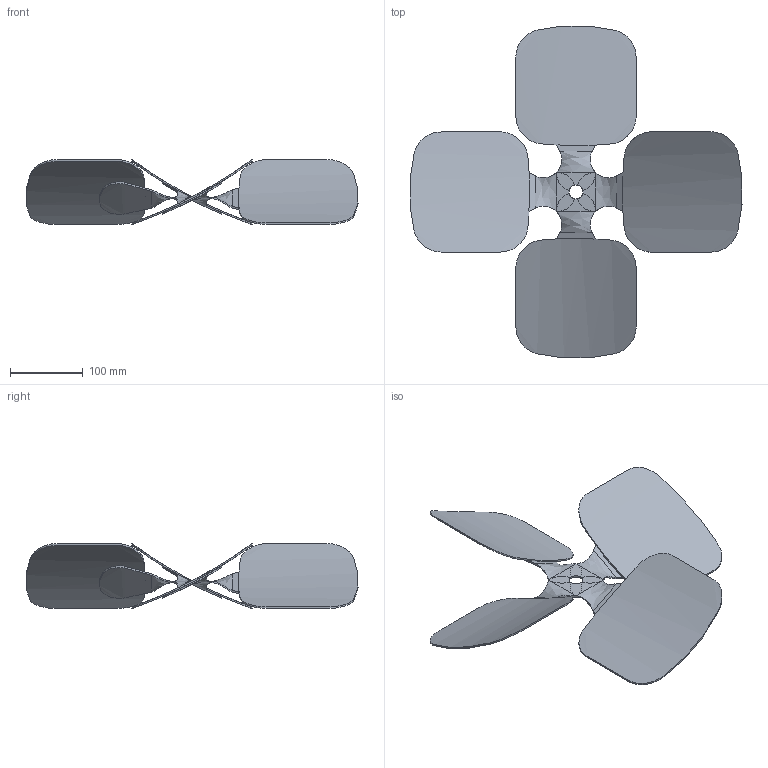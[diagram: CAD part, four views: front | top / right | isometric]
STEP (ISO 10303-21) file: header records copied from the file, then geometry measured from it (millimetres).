
FILE_DESCRIPTION (( 'STEP AP203' ), '1' );
FILE_NAME ('119-5606.STEP', '2024-11-29T15:23:38', ( '' ), ( '' ), 'SwSTEP 2.0', 'SolidWorks 2022', '' );
FILE_SCHEMA (( 'CONFIG_CONTROL_DESIGN' ));
Length unit declared in the file: millimetre
Products named in the file (2): 119-5606; 7002001
Assembly tree (4 placements, depth 2):
  119-5606
    7002001  x4
Bounding box: 455.98 x 455.98 x 89.1 mm (x, y, z)
Volume: 976043.6 mm3; surface area: 1000427.8 mm2
Topology: 20 solids, 20 shells, 236 faces, 564 edges, 368 vertices
Faces by surface type: cylinder 176, plane 52, bspline 8
Entity records: 3251 total; most frequent: CARTESIAN_POINT 1752, ORIENTED_EDGE 282, DIRECTION 201, EDGE_CURVE 141, VERTEX_POINT 92, B_SPLINE_CURVE_WITH_KNOTS 71, AXIS2_PLACEMENT_3D 71, ADVANCED_FACE 59
